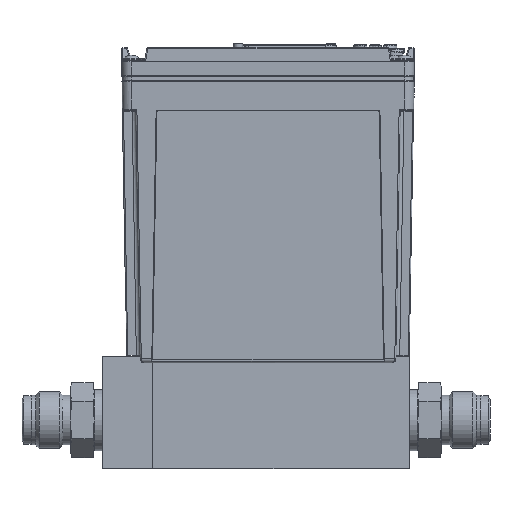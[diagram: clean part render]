
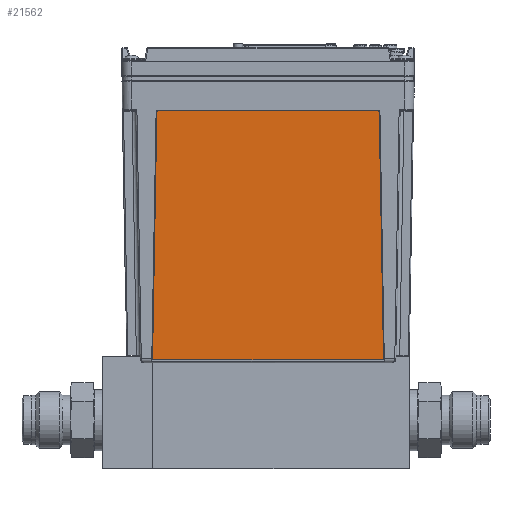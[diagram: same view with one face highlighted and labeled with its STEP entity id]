
A CAD part, top view. The second image highlights one B-rep face of the part: STEP entity #21562.
In plain terms, the highlighted planar face has unit normal (0, -0.018, 1).
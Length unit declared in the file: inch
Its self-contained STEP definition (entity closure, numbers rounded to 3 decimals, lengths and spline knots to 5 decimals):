
#975 = VERTEX_POINT ( 'NONE', #9622 ) ;
#1208 = VERTEX_POINT ( 'NONE', #47169 ) ;
#7505 = CARTESIAN_POINT ( 'NONE',  ( -2.7635, 0.80953, 0.96303 ) ) ;
#7507 = CARTESIAN_POINT ( 'NONE',  ( 0.77015, 0.82953, 0.96338 ) ) ;
#7508 = DIRECTION ( 'NONE',  ( 0., -0.017, 1. ) ) ;
#7509 = DIRECTION ( 'NONE',  ( 1., 0., 0. ) ) ;
#7511 = DIRECTION ( 'NONE',  ( 1., 0., 0. ) ) ;
#7543 = CARTESIAN_POINT ( 'NONE',  ( 0.7905, 0.80953, 0.96303 ) ) ;
#7545 = CARTESIAN_POINT ( 'NONE',  ( -2.74315, 0.82953, 0.96338 ) ) ;
#7546 = DIRECTION ( 'NONE',  ( 0., -0.017, 1. ) ) ;
#7547 = DIRECTION ( 'NONE',  ( 1., 0., 0. ) ) ;
#7548 = CARTESIAN_POINT ( 'NONE',  ( -2.6965, 4.63895, 1.02987 ) ) ;
#7549 = DIRECTION ( 'NONE',  ( -0.017, -1., -0.017 ) ) ;
#7563 = DIRECTION ( 'NONE',  ( -0.017, 1., 0.017 ) ) ;
#7564 = CARTESIAN_POINT ( 'NONE',  ( 0.7235, 4.63895, 1.02987 ) ) ;
#7565 = DIRECTION ( 'NONE',  ( -1., 0., 0. ) ) ;
#7719 = CARTESIAN_POINT ( 'NONE',  ( 0.70385, 4.61895, 1.02953 ) ) ;
#7720 = DIRECTION ( 'NONE',  ( 0., -0.017, 1. ) ) ;
#7721 = DIRECTION ( 'NONE',  ( 1., 0., 0. ) ) ;
#7784 = CARTESIAN_POINT ( 'NONE',  ( -2.67685, 4.61895, 1.02953 ) ) ;
#7785 = DIRECTION ( 'NONE',  ( 0., -0.017, 1. ) ) ;
#7786 = DIRECTION ( 'NONE',  ( 1., 0., 0. ) ) ;
#9622 = CARTESIAN_POINT ( 'NONE',  ( -2.76314, 0.82988, 0.96339 ) ) ;
#9796 = AXIS2_PLACEMENT_3D ( 'NONE', #51946, #51947, #51948 ) ;
#17335 = CARTESIAN_POINT ( 'NONE',  ( 0.79014, 0.82988, 0.96339 ) ) ;
#17449 = CARTESIAN_POINT ( 'NONE',  ( 0.70385, 4.63895, 1.02987 ) ) ;
#17723 = CARTESIAN_POINT ( 'NONE',  ( -2.69684, 4.6193, 1.02953 ) ) ;
#17900 = CARTESIAN_POINT ( 'NONE',  ( -2.67685, 4.63895, 1.02987 ) ) ;
#18003 = CARTESIAN_POINT ( 'NONE',  ( -2.74315, 0.80953, 0.96303 ) ) ;
#18044 = CARTESIAN_POINT ( 'NONE',  ( 0.72384, 4.6193, 1.02953 ) ) ;
#18755 = AXIS2_PLACEMENT_3D ( 'NONE', #7507, #7508, #7509 ) ;
#18761 = AXIS2_PLACEMENT_3D ( 'NONE', #7545, #7546, #7547 ) ;
#18770 = AXIS2_PLACEMENT_3D ( 'NONE', #7719, #7720, #7721 ) ;
#18782 = AXIS2_PLACEMENT_3D ( 'NONE', #7784, #7785, #7786 ) ;
#20925 = ORIENTED_EDGE ( 'NONE', *, *, #46542, .T. ) ;
#21082 = ORIENTED_EDGE ( 'NONE', *, *, #46458, .T. ) ;
#21562 = ADVANCED_FACE ( 'NONE', ( #50457 ), #51938, .T. ) ;
#21624 = ORIENTED_EDGE ( 'NONE', *, *, #46448, .T. ) ;
#21883 = ORIENTED_EDGE ( 'NONE', *, *, #46457, .T. ) ;
#21993 = ORIENTED_EDGE ( 'NONE', *, *, #46514, .T. ) ;
#22079 = ORIENTED_EDGE ( 'NONE', *, *, #46432, .T. ) ;
#22463 = ORIENTED_EDGE ( 'NONE', *, *, #46430, .T. ) ;
#22466 = ORIENTED_EDGE ( 'NONE', *, *, #46446, .T. ) ;
#32243 = CIRCLE ( 'NONE', #18755, 0.02 ) ;
#32250 = LINE ( 'NONE', #7505, #32255 ) ;
#32255 = VECTOR ( 'NONE', #7511, 39.37008 ) ;
#32273 = CIRCLE ( 'NONE', #18761, 0.02 ) ;
#32278 = LINE ( 'NONE', #7548, #32281 ) ;
#32281 = VECTOR ( 'NONE', #7549, 39.37008 ) ;
#32282 = LINE ( 'NONE', #7543, #32297 ) ;
#32296 = LINE ( 'NONE', #7564, #32299 ) ;
#32297 = VECTOR ( 'NONE', #7563, 39.37008 ) ;
#32299 = VECTOR ( 'NONE', #7565, 39.37008 ) ;
#32343 = CIRCLE ( 'NONE', #18770, 0.02 ) ;
#32373 = CIRCLE ( 'NONE', #18782, 0.02 ) ;
#38492 = EDGE_LOOP ( 'NONE', ( #22079, #22463, #21883, #21993, #21082, #20925, #21624, #22466 ) ) ;
#46430 = EDGE_CURVE ( 'NONE', #1208, #58347, #32243, .T. ) ;
#46432 = EDGE_CURVE ( 'NONE', #59047, #1208, #32250, .T. ) ;
#46446 = EDGE_CURVE ( 'NONE', #975, #59047, #32273, .T. ) ;
#46448 = EDGE_CURVE ( 'NONE', #58750, #975, #32278, .T. ) ;
#46457 = EDGE_CURVE ( 'NONE', #58347, #59088, #32282, .T. ) ;
#46458 = EDGE_CURVE ( 'NONE', #58466, #58938, #32296, .T. ) ;
#46514 = EDGE_CURVE ( 'NONE', #59088, #58466, #32343, .T. ) ;
#46542 = EDGE_CURVE ( 'NONE', #58938, #58750, #32373, .T. ) ;
#47169 = CARTESIAN_POINT ( 'NONE',  ( 0.77015, 0.80953, 0.96303 ) ) ;
#50457 = FACE_OUTER_BOUND ( 'NONE', #38492, .T. ) ;
#51938 = PLANE ( 'NONE',  #9796 ) ;
#51946 = CARTESIAN_POINT ( 'NONE',  ( -0.9865, 4.63895, 1.02987 ) ) ;
#51947 = DIRECTION ( 'NONE',  ( 0., -0.017, 1. ) ) ;
#51948 = DIRECTION ( 'NONE',  ( 1., 0., 0. ) ) ;
#58347 = VERTEX_POINT ( 'NONE', #17335 ) ;
#58466 = VERTEX_POINT ( 'NONE', #17449 ) ;
#58750 = VERTEX_POINT ( 'NONE', #17723 ) ;
#58938 = VERTEX_POINT ( 'NONE', #17900 ) ;
#59047 = VERTEX_POINT ( 'NONE', #18003 ) ;
#59088 = VERTEX_POINT ( 'NONE', #18044 ) ;
